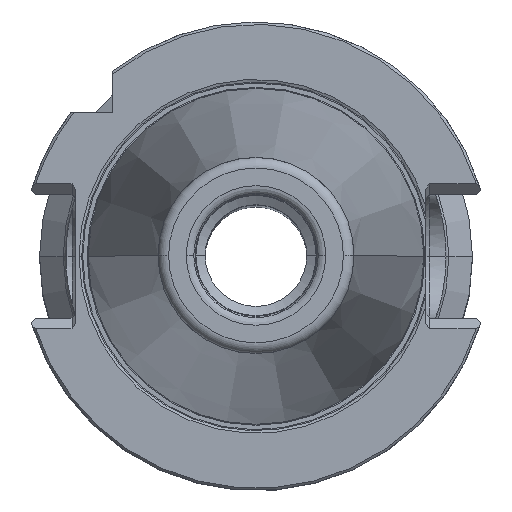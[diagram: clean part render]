
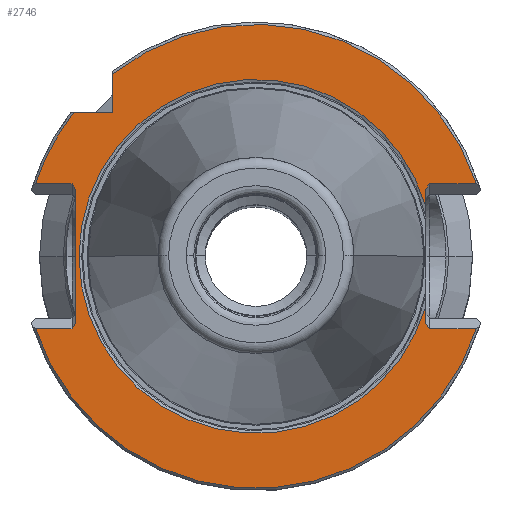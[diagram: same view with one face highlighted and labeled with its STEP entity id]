
A CAD part, top view. The second image highlights one B-rep face of the part: STEP entity #2746.
In plain terms, the highlighted planar face has unit normal (0, 0, 1).
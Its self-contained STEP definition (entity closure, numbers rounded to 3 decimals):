
#1522=VERTEX_POINT('NONE',#4389);
#1718=EDGE_CURVE('NONE',#3362,#1784,#4615,.T.);
#1750=VERTEX_POINT('NONE',#4650);
#1754=EDGE_CURVE('NONE',#1522,#1910,#4655,.T.);
#1784=VERTEX_POINT('NONE',#4687);
#1910=VERTEX_POINT('NONE',#4826);
#1972=EDGE_CURVE('NONE',#3244,#3706,#4890,.T.);
#2144=EDGE_CURVE('NONE',#3108,#2260,#5080,.T.);
#2260=VERTEX_POINT('NONE',#5210);
#2404=EDGE_CURVE('NONE',#2634,#3706,#5368,.T.);
#2560=VERTEX_POINT('NONE',#5539);
#2634=VERTEX_POINT('NONE',#5620);
#2746=ADVANCED_FACE('NONE',(#5740),#5741,.F.);
#2834=EDGE_CURVE('NONE',#3244,#2260,#5835,.T.);
#2864=EDGE_CURVE('NONE',#2948,#3526,#5870,.T.);
#2948=VERTEX_POINT('NONE',#5967);
#3028=EDGE_CURVE('NONE',#1750,#3526,#6057,.T.);
#3048=EDGE_CURVE('NONE',#1522,#4206,#6077,.T.);
#3108=VERTEX_POINT('NONE',#6144);
#3244=VERTEX_POINT('NONE',#6296);
#3362=VERTEX_POINT('NONE',#6429);
#3526=VERTEX_POINT('NONE',#6619);
#3566=EDGE_CURVE('NONE',#3108,#1750,#6661,.T.);
#3592=EDGE_CURVE('NONE',#4206,#2948,#6689,.T.);
#3596=EDGE_CURVE('NONE',#1910,#4108,#6693,.T.);
#3680=EDGE_CURVE('NONE',#2560,#4130,#6785,.T.);
#3706=VERTEX_POINT('NONE',#6815);
#3774=EDGE_CURVE('NONE',#3916,#2634,#6896,.T.);
#3878=EDGE_CURVE('NONE',#4150,#4108,#7006,.T.);
#3916=VERTEX_POINT('NONE',#7049);
#4026=EDGE_CURVE('NONE',#3362,#4130,#7168,.T.);
#4108=VERTEX_POINT('NONE',#7263);
#4130=VERTEX_POINT('NONE',#7286);
#4150=VERTEX_POINT('NONE',#7306);
#4176=EDGE_CURVE('NONE',#1784,#4150,#7333,.T.);
#4204=EDGE_CURVE('NONE',#3916,#2560,#7364,.T.);
#4206=VERTEX_POINT('NONE',#7366);
#4389=CARTESIAN_POINT('',(35.3,-10.348,-1.5));
#4615=LINE('',#7951,#7952);
#4650=CARTESIAN_POINT('',(-45.816,-15.05,-1.5));
#4655=CIRCLE('',#8053,36.786);
#4687=CARTESIAN_POINT('',(36.05,15.05,-1.5));
#4826=CARTESIAN_POINT('',(-36.786,0.0,-1.5));
#4890=LINE('',#8567,#8568);
#5080=LINE('',#8866,#8867);
#5210=CARTESIAN_POINT('',(-37.5,-13.989,-1.5));
#5368=LINE('',#9368,#9369);
#5539=CARTESIAN_POINT('',(-29.85,29.85,-1.5));
#5620=CARTESIAN_POINT('',(-45.816,15.05,-1.5));
#5740=FACE_OUTER_BOUND('',#10041,.T.);
#5741=PLANE('',#10042);
#5835=LINE('',#10224,#10225);
#5870=LINE('',#10318,#10319);
#5967=CARTESIAN_POINT('',(36.05,-15.05,-1.5));
#6057=CIRCLE('',#10725,48.225);
#6077=LINE('',#10787,#10788);
#6144=CARTESIAN_POINT('',(-38.25,-15.05,-1.5));
#6296=CARTESIAN_POINT('',(-37.5,13.989,-1.5));
#6429=CARTESIAN_POINT('',(45.816,15.05,-1.5));
#6619=CARTESIAN_POINT('',(45.816,-15.05,-1.5));
#6661=LINE('',#11749,#11750);
#6689=LINE('',#11787,#11788);
#6693=CIRCLE('',#11797,36.786);
#6785=LINE('',#11920,#11921);
#6815=CARTESIAN_POINT('',(-38.25,15.05,-1.5));
#6896=CIRCLE('',#12090,48.225);
#7006=LINE('',#12271,#12272);
#7049=CARTESIAN_POINT('',(-37.876,29.85,-1.5));
#7168=CIRCLE('',#12520,48.225);
#7263=CARTESIAN_POINT('',(35.3,10.348,-1.5));
#7286=CARTESIAN_POINT('',(-29.85,37.876,-1.5));
#7306=CARTESIAN_POINT('',(35.3,13.989,-1.5));
#7333=LINE('',#12795,#12796);
#7364=LINE('',#12845,#12846);
#7366=CARTESIAN_POINT('',(35.3,-13.989,-1.5));
#7951=CARTESIAN_POINT('',(62.5,15.05,-1.5));
#7952=VECTOR('',#13401,1000.0);
#8053=AXIS2_PLACEMENT_3D('',#13450,#13451,#13452);
#8567=CARTESIAN_POINT('',(-29.995,3.376,-1.5));
#8568=VECTOR('',#13688,1000.0);
#8866=CARTESIAN_POINT('',(-29.995,-3.376,-1.5));
#8867=VECTOR('',#13897,1000.0);
#9368=CARTESIAN_POINT('',(-63.9,15.05,-1.5));
#9369=VECTOR('',#14224,1000.0);
#10041=EDGE_LOOP('',(#14639,#14640,#14641,#14642,#14643,#14644,#14645,#14646,#14647,#14648,#14649,#14650,#14651,#14652,#14653,#14654,#14655,#14656));
#10042=AXIS2_PLACEMENT_3D('',#14657,#14658,#14659);
#10224=CARTESIAN_POINT('',(-37.5,0.0,-1.5));
#10225=VECTOR('',#14739,1000.0);
#10318=CARTESIAN_POINT('',(62.5,-15.05,-1.5));
#10319=VECTOR('',#14789,1000.0);
#10725=AXIS2_PLACEMENT_3D('',#15052,#15053,#15054);
#10787=CARTESIAN_POINT('',(35.3,0.0,-1.5));
#10788=VECTOR('',#15060,1000.0);
#11749=CARTESIAN_POINT('',(-63.9,-15.05,-1.5));
#11750=VECTOR('',#15795,1000.0);
#11787=CARTESIAN_POINT('',(35.013,-13.583,-1.5));
#11788=VECTOR('',#15821,1000.0);
#11797=AXIS2_PLACEMENT_3D('',#15822,#15823,#15824);
#11920=CARTESIAN_POINT('',(-29.85,29.85,-1.5));
#11921=VECTOR('',#15912,1000.0);
#12090=AXIS2_PLACEMENT_3D('',#16075,#16076,#16077);
#12271=CARTESIAN_POINT('',(35.3,0.0,-1.5));
#12272=VECTOR('',#16190,1000.0);
#12520=AXIS2_PLACEMENT_3D('',#16364,#16365,#16366);
#12795=CARTESIAN_POINT('',(35.013,13.583,-1.5));
#12796=VECTOR('',#16543,1000.0);
#12845=CARTESIAN_POINT('',(-52.85,29.85,-1.5));
#12846=VECTOR('',#16582,1000.0);
#13401=DIRECTION('',(-1.0,0.0,0.0));
#13450=CARTESIAN_POINT('',(0.0,0.0,-1.5));
#13451=DIRECTION('',(0.0,0.0,-1.0));
#13452=DIRECTION('',(1.0,0.0,0.0));
#13688=DIRECTION('',(-0.577,0.816,0.0));
#13897=DIRECTION('',(0.577,0.816,0.0));
#14224=DIRECTION('',(1.0,0.0,0.0));
#14639=ORIENTED_EDGE('',*,*,#1718,.F.);
#14640=ORIENTED_EDGE('',*,*,#4026,.T.);
#14641=ORIENTED_EDGE('',*,*,#3680,.F.);
#14642=ORIENTED_EDGE('',*,*,#4204,.F.);
#14643=ORIENTED_EDGE('',*,*,#3774,.T.);
#14644=ORIENTED_EDGE('',*,*,#2404,.T.);
#14645=ORIENTED_EDGE('',*,*,#1972,.F.);
#14646=ORIENTED_EDGE('',*,*,#2834,.T.);
#14647=ORIENTED_EDGE('',*,*,#2144,.F.);
#14648=ORIENTED_EDGE('',*,*,#3566,.T.);
#14649=ORIENTED_EDGE('',*,*,#3028,.T.);
#14650=ORIENTED_EDGE('',*,*,#2864,.F.);
#14651=ORIENTED_EDGE('',*,*,#3592,.F.);
#14652=ORIENTED_EDGE('',*,*,#3048,.F.);
#14653=ORIENTED_EDGE('',*,*,#1754,.T.);
#14654=ORIENTED_EDGE('',*,*,#3596,.T.);
#14655=ORIENTED_EDGE('',*,*,#3878,.F.);
#14656=ORIENTED_EDGE('',*,*,#4176,.F.);
#14657=CARTESIAN_POINT('',(0.0,-50.0,-1.5));
#14658=DIRECTION('',(0.0,0.0,-1.0));
#14659=DIRECTION('',(0.0,-1.0,0.0));
#14739=DIRECTION('',(0.0,-1.0,0.0));
#14789=DIRECTION('',(1.0,0.0,0.0));
#15052=CARTESIAN_POINT('',(0.0,0.0,-1.5));
#15053=DIRECTION('',(0.0,-0.0,1.0));
#15054=DIRECTION('',(1.0,0.0,0.0));
#15060=DIRECTION('',(0.0,-1.0,0.0));
#15795=DIRECTION('',(-1.0,0.0,0.0));
#15821=DIRECTION('',(0.577,-0.816,0.0));
#15822=CARTESIAN_POINT('',(0.0,0.0,-1.5));
#15823=DIRECTION('',(0.0,0.0,-1.0));
#15824=DIRECTION('',(1.0,0.0,0.0));
#15912=DIRECTION('',(0.,1.0,-0.0));
#16075=CARTESIAN_POINT('',(0.0,0.0,-1.5));
#16076=DIRECTION('',(0.0,-0.0,1.0));
#16077=DIRECTION('',(1.0,0.0,0.0));
#16190=DIRECTION('',(0.0,-1.0,0.0));
#16364=CARTESIAN_POINT('',(0.0,0.0,-1.5));
#16365=DIRECTION('',(0.0,-0.0,1.0));
#16366=DIRECTION('',(1.0,0.0,0.0));
#16543=DIRECTION('',(-0.577,-0.816,0.0));
#16582=DIRECTION('',(1.0,0.,0.0));
